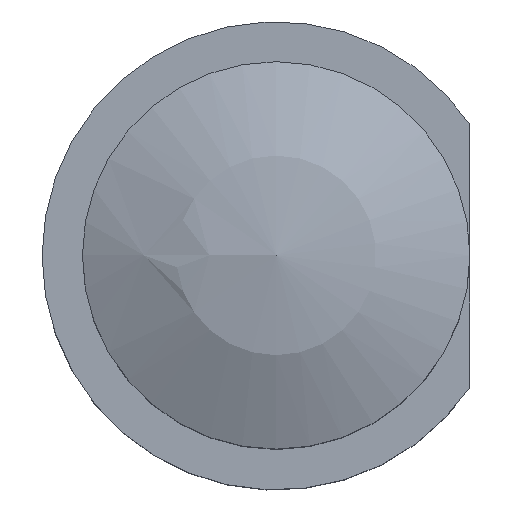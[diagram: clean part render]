
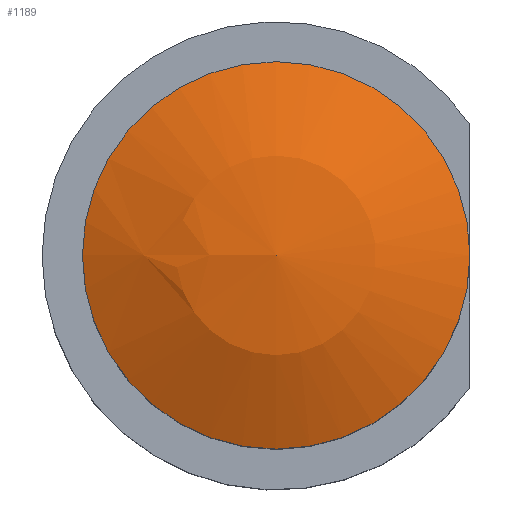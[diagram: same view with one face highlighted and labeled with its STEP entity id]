
A CAD part, top view. The second image highlights one B-rep face of the part: STEP entity #1189.
In plain terms, the highlighted spherical face has radius 5.1 mm.
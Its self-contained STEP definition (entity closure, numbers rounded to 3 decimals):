
#13=SPHERICAL_SURFACE('',#1282,5.1);
#154=FACE_OUTER_BOUND('',#220,.T.);
#220=EDGE_LOOP('',(#1119,#1120,#1121));
#230=CIRCLE('',#1281,2.4);
#231=CIRCLE('',#1283,5.1);
#637=VERTEX_POINT('',#1920);
#638=VERTEX_POINT('',#1923);
#798=EDGE_CURVE('',#637,#637,#230,.T.);
#799=EDGE_CURVE('',#638,#637,#231,.T.);
#1119=ORIENTED_EDGE('',*,*,#798,.T.);
#1120=ORIENTED_EDGE('',*,*,#799,.F.);
#1121=ORIENTED_EDGE('',*,*,#799,.T.);
#1189=ADVANCED_FACE('',(#154),#13,.T.);
#1281=AXIS2_PLACEMENT_3D('',#1921,#1580,#1581);
#1282=AXIS2_PLACEMENT_3D('',#1922,#1582,#1583);
#1283=AXIS2_PLACEMENT_3D('',#1924,#1584,#1585);
#1580=DIRECTION('center_axis',(0.,0.,1.));
#1581=DIRECTION('ref_axis',(0.,1.,0.));
#1582=DIRECTION('center_axis',(0.,0.,
1.));
#1583=DIRECTION('ref_axis',(1.,0.,0.));
#1584=DIRECTION('center_axis',(0.,-1.,0.));
#1585=DIRECTION('ref_axis',(-1.,0.,0.));
#1920=CARTESIAN_POINT('',(-2.4,0.,4.5));
#1921=CARTESIAN_POINT('Origin',(0.,0.,4.5));
#1922=CARTESIAN_POINT('Origin',(0.,0.,0.));
#1923=CARTESIAN_POINT('',(0.,0.,5.1));
#1924=CARTESIAN_POINT('Origin',(0.,0.,0.));
